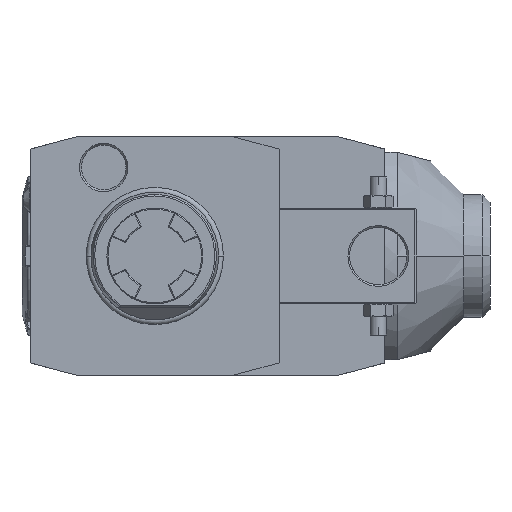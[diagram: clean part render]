
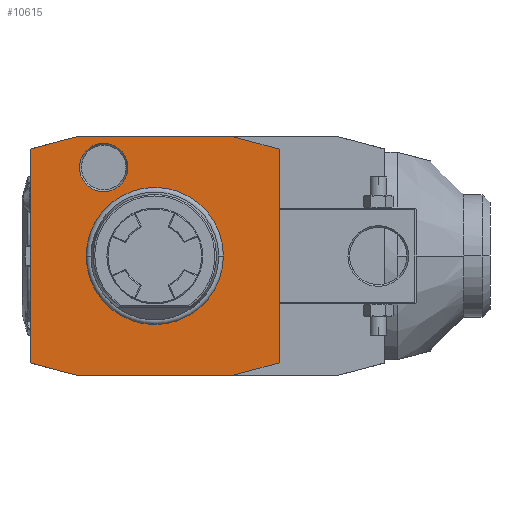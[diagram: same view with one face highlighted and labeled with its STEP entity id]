
A CAD part, front view. The second image highlights one B-rep face of the part: STEP entity #10615.
In plain terms, the highlighted planar face has unit normal (0, -1, 0).
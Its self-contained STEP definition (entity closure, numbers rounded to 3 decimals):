
#1=DIRECTION('',(1.,0.,0.));
#2=VECTOR('',#1,48.);
#3=CARTESIAN_POINT('',(-24.,0.,-37.5));
#4=LINE('',#3,#2);
#5=DIRECTION('',(0.966,0.,-0.259));
#6=VECTOR('',#5,15.529);
#7=CARTESIAN_POINT('',(-39.,0.,-33.481));
#8=LINE('',#7,#6);
#9=DIRECTION('',(0.,0.,-1.));
#10=VECTOR('',#9,66.962);
#11=CARTESIAN_POINT('',(-39.,0.,33.481));
#12=LINE('',#11,#10);
#13=DIRECTION('',(-0.966,0.,-0.259));
#14=VECTOR('',#13,15.529);
#15=CARTESIAN_POINT('',(-24.,0.,37.5));
#16=LINE('',#15,#14);
#17=DIRECTION('',(-1.,0.,0.));
#18=VECTOR('',#17,48.);
#19=CARTESIAN_POINT('',(24.,0.,37.5));
#20=LINE('',#19,#18);
#21=DIRECTION('',(-0.966,0.,0.259));
#22=VECTOR('',#21,15.529);
#23=CARTESIAN_POINT('',(39.,0.,33.481));
#24=LINE('',#23,#22);
#25=DIRECTION('',(0.,0.,1.));
#26=VECTOR('',#25,66.962);
#27=CARTESIAN_POINT('',(39.,0.,-33.481));
#28=LINE('',#27,#26);
#29=DIRECTION('',(0.966,0.,0.259));
#30=VECTOR('',#29,15.529);
#31=CARTESIAN_POINT('',(24.,0.,-37.5));
#32=LINE('',#31,#30);
#33=CARTESIAN_POINT('',(-16.,0.,27.713));
#34=DIRECTION('',(0.,1.,0.));
#35=DIRECTION('',(1.,0.,0.));
#36=AXIS2_PLACEMENT_3D('',#33,#34,#35);
#38=CARTESIAN_POINT('',(-16.,0.,27.713));
#39=DIRECTION('',(0.,1.,0.));
#40=DIRECTION('',(-1.,0.,0.));
#41=AXIS2_PLACEMENT_3D('',#38,#39,#40);
#7472=CARTESIAN_POINT('',(0.,0.,0.));
#7473=DIRECTION('',(0.,-1.,0.));
#7474=DIRECTION('',(1.,0.,0.));
#7475=AXIS2_PLACEMENT_3D('',#7472,#7473,#7474);
#7477=CARTESIAN_POINT('',(0.,0.,0.));
#7478=DIRECTION('',(0.,-1.,0.));
#7479=DIRECTION('',(-1.,0.,0.));
#7480=AXIS2_PLACEMENT_3D('',#7477,#7478,#7479);
#9469=CARTESIAN_POINT('',(-8.423,0.,27.713));
#9470=CARTESIAN_POINT('',(-23.577,0.,27.713));
#9471=VERTEX_POINT('',#9469);
#9472=VERTEX_POINT('',#9470);
#10345=CARTESIAN_POINT('',(-24.,0.,-37.5));
#10346=CARTESIAN_POINT('',(24.,0.,-37.5));
#10347=VERTEX_POINT('',#10345);
#10348=VERTEX_POINT('',#10346);
#10349=CARTESIAN_POINT('',(39.,0.,-33.481));
#10350=VERTEX_POINT('',#10349);
#10351=CARTESIAN_POINT('',(39.,0.,33.481));
#10352=VERTEX_POINT('',#10351);
#10353=CARTESIAN_POINT('',(24.,0.,37.5));
#10354=VERTEX_POINT('',#10353);
#10355=CARTESIAN_POINT('',(-24.,0.,37.5));
#10356=VERTEX_POINT('',#10355);
#10357=CARTESIAN_POINT('',(-39.,0.,33.481));
#10358=VERTEX_POINT('',#10357);
#10359=CARTESIAN_POINT('',(-39.,0.,-33.481));
#10360=VERTEX_POINT('',#10359);
#10428=CARTESIAN_POINT('',(21.137,0.,0.));
#10429=CARTESIAN_POINT('',(-21.137,0.,0.));
#10430=VERTEX_POINT('',#10428);
#10431=VERTEX_POINT('',#10429);
#10580=CARTESIAN_POINT('',(0.,0.,0.));
#10581=DIRECTION('',(0.,-1.,0.));
#10582=DIRECTION('',(-1.,0.,0.));
#10583=AXIS2_PLACEMENT_3D('',#10580,#10581,#10582);
#10584=PLANE('',#10583);
#10586=ORIENTED_EDGE('',*,*,#10585,.F.);
#10588=ORIENTED_EDGE('',*,*,#10587,.F.);
#10590=ORIENTED_EDGE('',*,*,#10589,.F.);
#10592=ORIENTED_EDGE('',*,*,#10591,.F.);
#10594=ORIENTED_EDGE('',*,*,#10593,.F.);
#10596=ORIENTED_EDGE('',*,*,#10595,.F.);
#10598=ORIENTED_EDGE('',*,*,#10597,.F.);
#10600=ORIENTED_EDGE('',*,*,#10599,.F.);
#10601=EDGE_LOOP('',(#10586,#10588,#10590,#10592,#10594,#10596,#10598,#10600));
#10602=FACE_OUTER_BOUND('',#10601,.F.);
#10604=ORIENTED_EDGE('',*,*,#10603,.T.);
#10606=ORIENTED_EDGE('',*,*,#10605,.T.);
#10607=EDGE_LOOP('',(#10604,#10606));
#10608=FACE_BOUND('',#10607,.F.);
#10610=ORIENTED_EDGE('',*,*,#10609,.F.);
#10612=ORIENTED_EDGE('',*,*,#10611,.F.);
#10613=EDGE_LOOP('',(#10610,#10612));
#10614=FACE_BOUND('',#10613,.F.);
#37=CIRCLE('',#36,7.577);
#42=CIRCLE('',#41,7.577);
#7476=CIRCLE('',#7475,21.137);
#7481=CIRCLE('',#7480,21.137);
#10585=EDGE_CURVE('',#10347,#10348,#4,.T.);
#10587=EDGE_CURVE('',#10360,#10347,#8,.T.);
#10589=EDGE_CURVE('',#10358,#10360,#12,.T.);
#10591=EDGE_CURVE('',#10356,#10358,#16,.T.);
#10593=EDGE_CURVE('',#10354,#10356,#20,.T.);
#10595=EDGE_CURVE('',#10352,#10354,#24,.T.);
#10597=EDGE_CURVE('',#10350,#10352,#28,.T.);
#10599=EDGE_CURVE('',#10348,#10350,#32,.T.);
#10603=EDGE_CURVE('',#10430,#10431,#7476,.T.);
#10605=EDGE_CURVE('',#10431,#10430,#7481,.T.);
#10609=EDGE_CURVE('',#9471,#9472,#37,.T.);
#10611=EDGE_CURVE('',#9472,#9471,#42,.T.);
#10615=ADVANCED_FACE('',(#10602,#10608,#10614),#10584,.T.);
